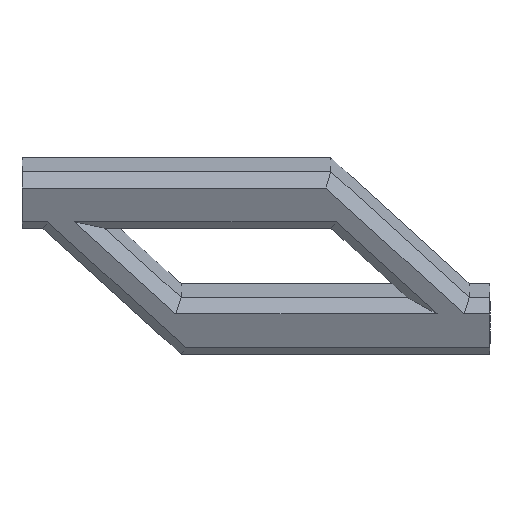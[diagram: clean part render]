
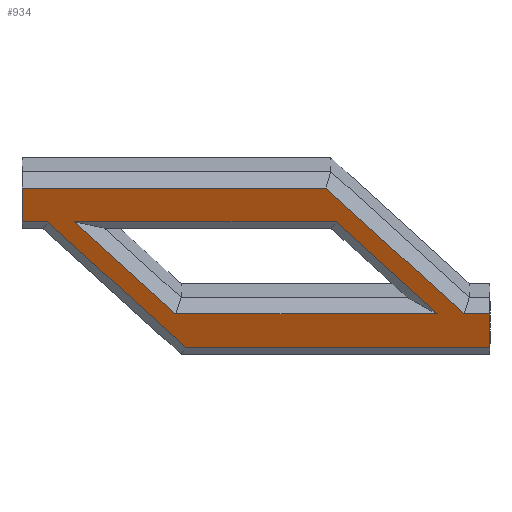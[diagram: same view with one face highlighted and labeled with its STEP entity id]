
A CAD part, front view. The second image highlights one B-rep face of the part: STEP entity #934.
In plain terms, the highlighted planar face has unit normal (0, -0.911, -0.413).
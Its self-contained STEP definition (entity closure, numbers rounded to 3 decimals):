
#20=FACE_BOUND('',#105,.T.);
#50=FACE_OUTER_BOUND('',#104,.T.);
#104=EDGE_LOOP('',(#666,#667,#668,#669,#670,#671,#672,#673));
#105=EDGE_LOOP('',(#674,#675,#676,#677));
#155=LINE('',#1288,#277);
#159=LINE('',#1296,#281);
#164=LINE('',#1305,#286);
#171=LINE('',#1319,#293);
#176=LINE('',#1333,#298);
#181=LINE('',#1343,#303);
#183=LINE('',#1347,#305);
#186=LINE('',#1352,#308);
#193=LINE('',#1366,#315);
#194=LINE('',#1368,#316);
#195=LINE('',#1370,#317);
#196=LINE('',#1371,#318);
#277=VECTOR('',#1042,10.);
#281=VECTOR('',#1048,10.);
#286=VECTOR('',#1055,10.);
#293=VECTOR('',#1064,10.);
#298=VECTOR('',#1077,10.);
#303=VECTOR('',#1084,10.);
#305=VECTOR('',#1088,10.);
#308=VECTOR('',#1093,10.);
#315=VECTOR('',#1106,10.);
#316=VECTOR('',#1107,10.);
#317=VECTOR('',#1108,10.);
#318=VECTOR('',#1109,10.);
#399=VERTEX_POINT('',#1286);
#400=VERTEX_POINT('',#1287);
#403=VERTEX_POINT('',#1295);
#406=VERTEX_POINT('',#1303);
#412=VERTEX_POINT('',#1317);
#416=VERTEX_POINT('',#1331);
#417=VERTEX_POINT('',#1332);
#421=VERTEX_POINT('',#1342);
#422=VERTEX_POINT('',#1346);
#427=VERTEX_POINT('',#1365);
#428=VERTEX_POINT('',#1367);
#429=VERTEX_POINT('',#1369);
#483=EDGE_CURVE('',#399,#400,#155,.T.);
#487=EDGE_CURVE('',#400,#403,#159,.T.);
#492=EDGE_CURVE('',#406,#399,#164,.T.);
#499=EDGE_CURVE('',#412,#406,#171,.T.);
#505=EDGE_CURVE('',#416,#417,#176,.T.);
#510=EDGE_CURVE('',#417,#421,#181,.T.);
#512=EDGE_CURVE('',#422,#416,#183,.T.);
#515=EDGE_CURVE('',#421,#422,#186,.T.);
#522=EDGE_CURVE('',#427,#412,#193,.T.);
#523=EDGE_CURVE('',#428,#427,#194,.T.);
#524=EDGE_CURVE('',#429,#428,#195,.T.);
#525=EDGE_CURVE('',#403,#429,#196,.T.);
#666=ORIENTED_EDGE('',*,*,#492,.F.);
#667=ORIENTED_EDGE('',*,*,#499,.F.);
#668=ORIENTED_EDGE('',*,*,#522,.F.);
#669=ORIENTED_EDGE('',*,*,#523,.F.);
#670=ORIENTED_EDGE('',*,*,#524,.F.);
#671=ORIENTED_EDGE('',*,*,#525,.F.);
#672=ORIENTED_EDGE('',*,*,#487,.F.);
#673=ORIENTED_EDGE('',*,*,#483,.F.);
#674=ORIENTED_EDGE('',*,*,#505,.F.);
#675=ORIENTED_EDGE('',*,*,#512,.F.);
#676=ORIENTED_EDGE('',*,*,#515,.F.);
#677=ORIENTED_EDGE('',*,*,#510,.F.);
#885=PLANE('',#990);
#934=ADVANCED_FACE('',(#50,#20),#885,.T.);
#990=AXIS2_PLACEMENT_3D('',#1364,#1104,#1105);
#1042=DIRECTION('',(-0.707,-0.292,0.644));
#1048=DIRECTION('',(-1.,0.,0.));
#1055=DIRECTION('',(-1.,0.,0.));
#1064=DIRECTION('',(0.,0.413,-0.911));
#1077=DIRECTION('',(1.,0.,0.));
#1084=DIRECTION('',(-0.707,-0.292,0.644));
#1088=DIRECTION('',(0.707,0.292,-0.644));
#1093=DIRECTION('',(-1.,0.,0.));
#1104=DIRECTION('center_axis',(0.,-0.911,
-0.413));
#1105=DIRECTION('ref_axis',(0.,-0.413,0.911));
#1106=DIRECTION('',(1.,0.,0.));
#1107=DIRECTION('',(0.707,0.292,-0.644));
#1108=DIRECTION('',(1.,0.,0.));
#1109=DIRECTION('',(0.,-0.413,0.911));
#1286=CARTESIAN_POINT('',(-12.576,50.573,30.705));
#1287=CARTESIAN_POINT('',(-29.276,43.677,45.914));
#1288=CARTESIAN_POINT('',(-2.811,54.604,21.811));
#1295=CARTESIAN_POINT('',(-32.397,43.677,45.914));
#1296=CARTESIAN_POINT('',(-2.897,43.677,45.914));
#1303=CARTESIAN_POINT('',(24.103,50.573,30.705));
#1305=CARTESIAN_POINT('',(24.103,50.573,30.705));
#1317=CARTESIAN_POINT('',(24.103,48.715,34.803));
#1319=CARTESIAN_POINT('',(24.103,41.2,51.379));
#1331=CARTESIAN_POINT('',(-13.818,48.715,34.803));
#1332=CARTESIAN_POINT('',(17.724,48.715,34.803));
#1333=CARTESIAN_POINT('',(5.453,48.715,34.803));
#1342=CARTESIAN_POINT('',(5.525,43.677,45.914));
#1343=CARTESIAN_POINT('',(19.539,49.464,33.151));
#1346=CARTESIAN_POINT('',(-26.018,43.677,45.914));
#1347=CARTESIAN_POINT('',(-7.658,51.258,29.192));
#1352=CARTESIAN_POINT('',(14.503,43.677,45.914));
#1364=CARTESIAN_POINT('Origin',(24.103,51.192,29.338));
#1365=CARTESIAN_POINT('',(20.982,48.715,34.803));
#1366=CARTESIAN_POINT('',(22.853,48.715,34.803));
#1367=CARTESIAN_POINT('',(4.282,41.819,50.013));
#1368=CARTESIAN_POINT('',(14.693,46.118,40.531));
#1369=CARTESIAN_POINT('',(-32.397,41.819,50.013));
#1370=CARTESIAN_POINT('',(24.103,41.819,50.013));
#1371=CARTESIAN_POINT('',(-32.397,41.2,51.379));
